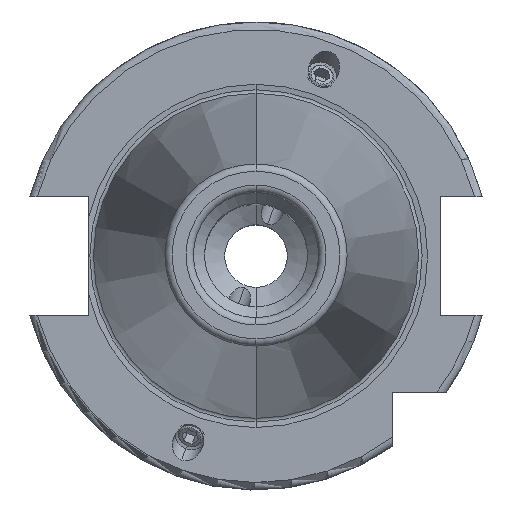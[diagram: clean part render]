
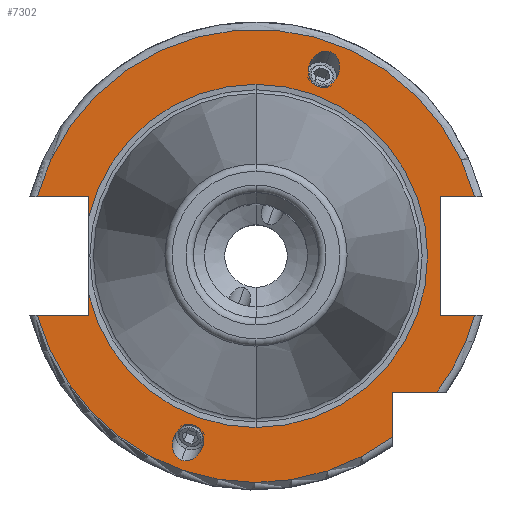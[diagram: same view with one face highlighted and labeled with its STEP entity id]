
A CAD part, top view. The second image highlights one B-rep face of the part: STEP entity #7302.
In plain terms, the highlighted planar face has unit normal (0, 0, 1).
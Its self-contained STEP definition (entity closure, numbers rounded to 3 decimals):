
#1143=DIRECTION('',(1,0,0));
#1144=VECTOR('',#1143,7.004);
#1145=CARTESIAN_POINT('',(-29.704,-8.05,18.1));
#1146=LINE('',#1145,#1144);
#1147=DIRECTION('',(0,1,0));
#1148=VECTOR('',#1147,2.753);
#1149=CARTESIAN_POINT('',(-22.7,-8.05,18.1));
#1150=LINE('',#1149,#1148);
#1151=DIRECTION('',(0,1,0));
#1152=VECTOR('',#1151,2.753);
#1153=CARTESIAN_POINT('',(-22.7,5.297,18.1));
#1154=LINE('',#1153,#1152);
#1155=DIRECTION('',(1,0,0));
#1156=VECTOR('',#1155,7.004);
#1157=CARTESIAN_POINT('',(-29.704,8.05,18.1));
#1158=LINE('',#1157,#1156);
#1159=DIRECTION('',(-1,0,0));
#1160=VECTOR('',#1159,4.704);
#1161=CARTESIAN_POINT('',(29.704,8.05,18.1));
#1162=LINE('',#1161,#1160);
#1163=DIRECTION('',(0,-1,0));
#1164=VECTOR('',#1163,16.1);
#1165=CARTESIAN_POINT('',(25,8.05,18.1));
#1166=LINE('',#1165,#1164);
#1167=DIRECTION('',(-1,0,0));
#1168=VECTOR('',#1167,4.704);
#1169=CARTESIAN_POINT('',(29.704,-8.05,18.1));
#1170=LINE('',#1169,#1168);
#1171=CARTESIAN_POINT('',(0,0,18.1));
#1172=DIRECTION('',(0,0,1));
#1173=DIRECTION('',(0.799,-0.601,0));
#1174=AXIS2_PLACEMENT_3D('',#1171,#1172,#1173);
#1176=DIRECTION('',(-1,0,0));
#1177=VECTOR('',#1176,6.094);
#1178=CARTESIAN_POINT('',(24.594,-18.5,18.1));
#1179=LINE('',#1178,#1177);
#1180=DIRECTION('',(0,1,0));
#1181=VECTOR('',#1180,6.094);
#1182=CARTESIAN_POINT('',(18.5,-24.594,18.1));
#1183=LINE('',#1182,#1181);
#1184=CARTESIAN_POINT('',(10.09,27.723,18.1));
#1185=CARTESIAN_POINT('',(9.863,27.806,18.1));
#1186=CARTESIAN_POINT('',(9.337,27.884,18.1));
#1187=CARTESIAN_POINT('',(8.455,27.594,18.1));
#1188=CARTESIAN_POINT('',(7.834,27.033,18.1));
#1189=CARTESIAN_POINT('',(7.483,26.49,18.1));
#1190=CARTESIAN_POINT('',(7.298,26.077,18.1));
#1191=CARTESIAN_POINT('',(7.174,25.641,18.1));
#1192=CARTESIAN_POINT('',(7.094,25.,18.1));
#1193=CARTESIAN_POINT('',(7.208,24.17,18.1));
#1194=CARTESIAN_POINT('',(7.698,23.381,18.1));
#1195=CARTESIAN_POINT('',(8.152,23.103,18.1));
#1196=CARTESIAN_POINT('',(8.379,23.02,18.1));
#1198=CARTESIAN_POINT('',(8.379,23.02,18.1));
#1199=CARTESIAN_POINT('',(8.606,22.937,18.1));
#1200=CARTESIAN_POINT('',(9.133,22.859,18.1));
#1201=CARTESIAN_POINT('',(10.014,23.149,18.1));
#1202=CARTESIAN_POINT('',(10.635,23.711,18.1));
#1203=CARTESIAN_POINT('',(10.986,24.253,18.1));
#1204=CARTESIAN_POINT('',(11.171,24.667,18.1));
#1205=CARTESIAN_POINT('',(11.295,25.103,18.1));
#1206=CARTESIAN_POINT('',(11.375,25.744,18.1));
#1207=CARTESIAN_POINT('',(11.261,26.573,18.1));
#1208=CARTESIAN_POINT('',(10.771,27.362,18.1));
#1209=CARTESIAN_POINT('',(10.318,27.641,18.1));
#1210=CARTESIAN_POINT('',(10.09,27.723,18.1));
#1212=CARTESIAN_POINT('',(-10.09,-27.723,18.1));
#1213=CARTESIAN_POINT('',(-10.318,-27.641,18.1));
#1214=CARTESIAN_POINT('',(-10.771,-27.362,18.1));
#1215=CARTESIAN_POINT('',(-11.261,-26.573,18.1));
#1216=CARTESIAN_POINT('',(-11.375,-25.744,18.1));
#1217=CARTESIAN_POINT('',(-11.295,-25.103,18.1));
#1218=CARTESIAN_POINT('',(-11.171,-24.667,18.1));
#1219=CARTESIAN_POINT('',(-10.986,-24.253,18.1));
#1220=CARTESIAN_POINT('',(-10.635,-23.711,18.1));
#1221=CARTESIAN_POINT('',(-10.014,-23.149,18.1));
#1222=CARTESIAN_POINT('',(-9.133,-22.859,18.1));
#1223=CARTESIAN_POINT('',(-8.606,-22.937,18.1));
#1224=CARTESIAN_POINT('',(-8.379,-23.02,18.1));
#1226=CARTESIAN_POINT('',(-8.379,-23.02,18.1));
#1227=CARTESIAN_POINT('',(-8.152,-23.103,18.1));
#1228=CARTESIAN_POINT('',(-7.698,-23.381,18.1));
#1229=CARTESIAN_POINT('',(-7.208,-24.17,18.1));
#1230=CARTESIAN_POINT('',(-7.094,-25.,18.1));
#1231=CARTESIAN_POINT('',(-7.174,-25.641,18.1));
#1232=CARTESIAN_POINT('',(-7.298,-26.077,18.1));
#1233=CARTESIAN_POINT('',(-7.483,-26.49,18.1));
#1234=CARTESIAN_POINT('',(-7.834,-27.033,18.1));
#1235=CARTESIAN_POINT('',(-8.455,-27.594,18.1));
#1236=CARTESIAN_POINT('',(-9.337,-27.884,18.1));
#1237=CARTESIAN_POINT('',(-9.863,-27.806,18.1));
#1238=CARTESIAN_POINT('',(-10.09,-27.723,18.1));
#1248=CARTESIAN_POINT('',(0,0,18.1));
#1249=DIRECTION('',(0,0,1));
#1250=DIRECTION('',(0,1,0));
#1251=AXIS2_PLACEMENT_3D('',#1248,#1249,#1250);
#1261=CARTESIAN_POINT('',(0,0,18.1));
#1262=DIRECTION('',(0,0,1));
#1263=DIRECTION('',(-0.974,-0.227,0));
#1264=AXIS2_PLACEMENT_3D('',#1261,#1262,#1263);
#1266=CARTESIAN_POINT('',(0,0,18.1));
#1267=DIRECTION('',(0,0,-1));
#1268=DIRECTION('',(0,1,0));
#1269=AXIS2_PLACEMENT_3D('',#1266,#1267,#1268);
#4975=CARTESIAN_POINT('',(0,0,18.1));
#4976=DIRECTION('',(0,0,1));
#4977=DIRECTION('',(0.965,0.262,0));
#4978=AXIS2_PLACEMENT_3D('',#4975,#4976,#4977);
#5026=CARTESIAN_POINT('',(0,0,18.1));
#5027=DIRECTION('',(0,0,1));
#5028=DIRECTION('',(-0.965,-0.262,0));
#5029=AXIS2_PLACEMENT_3D('',#5026,#5027,#5028);
#5593=CARTESIAN_POINT('',(-29.704,-8.05,18.1));
#5594=CARTESIAN_POINT('',(-22.7,-8.05,18.1));
#5595=VERTEX_POINT('',#5593);
#5596=VERTEX_POINT('',#5594);
#5597=CARTESIAN_POINT('',(-22.7,-5.297,18.1));
#5598=VERTEX_POINT('',#5597);
#5599=CARTESIAN_POINT('',(-22.7,5.297,18.1));
#5600=CARTESIAN_POINT('',(-22.7,8.05,18.1));
#5601=VERTEX_POINT('',#5599);
#5602=VERTEX_POINT('',#5600);
#5603=CARTESIAN_POINT('',(-29.704,8.05,18.1));
#5604=VERTEX_POINT('',#5603);
#5605=CARTESIAN_POINT('',(25,8.05,18.1));
#5606=CARTESIAN_POINT('',(25,-8.05,18.1));
#5607=VERTEX_POINT('',#5605);
#5608=VERTEX_POINT('',#5606);
#5609=CARTESIAN_POINT('',(29.704,-8.05,18.1));
#5610=VERTEX_POINT('',#5609);
#5611=CARTESIAN_POINT('',(29.704,8.05,18.1));
#5612=VERTEX_POINT('',#5611);
#5613=CARTESIAN_POINT('',(18.5,-24.594,18.1));
#5614=CARTESIAN_POINT('',(18.5,-18.5,18.1));
#5615=VERTEX_POINT('',#5613);
#5616=VERTEX_POINT('',#5614);
#5617=CARTESIAN_POINT('',(24.594,-18.5,18.1));
#5618=VERTEX_POINT('',#5617);
#5721=VERTEX_POINT('',#1184);
#5722=VERTEX_POINT('',#1196);
#5772=CARTESIAN_POINT('',(-10.09,-27.723,18.1));
#5774=VERTEX_POINT('',#5772);
#5779=CARTESIAN_POINT('',(-8.379,-23.02,18.1));
#5780=VERTEX_POINT('',#5779);
#5827=CARTESIAN_POINT('',(0,23.31,18.1));
#5828=VERTEX_POINT('',#5827);
#5829=CARTESIAN_POINT('',(0,-23.31,18.1));
#5830=VERTEX_POINT('',#5829);
#7261=CARTESIAN_POINT('',(0,0,18.1));
#7262=DIRECTION('',(0,0,-1));
#7263=DIRECTION('',(0,-1,0));
#7264=AXIS2_PLACEMENT_3D('',#7261,#7262,#7263);
#7265=PLANE('',#7264);
#7266=ORIENTED_EDGE('',*,*,#7131,.T.);
#7267=ORIENTED_EDGE('',*,*,#7155,.T.);
#7269=ORIENTED_EDGE('',*,*,#7268,.T.);
#7271=ORIENTED_EDGE('',*,*,#7270,.F.);
#7273=ORIENTED_EDGE('',*,*,#7272,.T.);
#7274=ORIENTED_EDGE('',*,*,#7151,.T.);
#7275=ORIENTED_EDGE('',*,*,#7178,.F.);
#7277=ORIENTED_EDGE('',*,*,#7276,.F.);
#7278=ORIENTED_EDGE('',*,*,#7227,.T.);
#7279=ORIENTED_EDGE('',*,*,#7249,.T.);
#7280=ORIENTED_EDGE('',*,*,#6361,.F.);
#7282=ORIENTED_EDGE('',*,*,#7281,.F.);
#7283=ORIENTED_EDGE('',*,*,#7026,.T.);
#7285=ORIENTED_EDGE('',*,*,#7284,.F.);
#7287=ORIENTED_EDGE('',*,*,#7286,.F.);
#7288=EDGE_LOOP('',(#7266,#7267,#7269,#7271,#7273,#7274,#7275,#7277,#7278,#7279,
#7280,#7282,#7283,#7285,#7287));
#7289=FACE_OUTER_BOUND('',#7288,.F.);
#7291=ORIENTED_EDGE('',*,*,#7290,.T.);
#7293=ORIENTED_EDGE('',*,*,#7292,.T.);
#7294=EDGE_LOOP('',(#7291,#7293));
#7295=FACE_BOUND('',#7294,.F.);
#7297=ORIENTED_EDGE('',*,*,#7296,.F.);
#7299=ORIENTED_EDGE('',*,*,#7298,.F.);
#7300=EDGE_LOOP('',(#7297,#7299));
#7301=FACE_BOUND('',#7300,.F.);
#7302=ADVANCED_FACE('',(#7289,#7295,#7301),#7265,.F.);
#1175=CIRCLE('',#1174,30.775);
#1197=B_SPLINE_CURVE_WITH_KNOTS('',3,(#1184,#1185,#1186,#1187,#1188,#1189,#1190,
#1191,#1192,#1193,#1194,#1195,#1196),.UNSPECIFIED.,.F.,.F.,(4,1,1,1,1,1,1,1,1,1,
4),(0,0.125,0.25,0.375,0.438,0.5,0.563,0.625,0.75,0.875,
1.0),.UNSPECIFIED.);
#1211=B_SPLINE_CURVE_WITH_KNOTS('',3,(#1198,#1199,#1200,#1201,#1202,#1203,#1204,
#1205,#1206,#1207,#1208,#1209,#1210),.UNSPECIFIED.,.F.,.F.,(4,1,1,1,1,1,1,1,1,1,
4),(0,0.125,0.25,0.375,0.438,0.5,0.563,0.625,0.75,0.875,
1.0),.UNSPECIFIED.);
#1225=B_SPLINE_CURVE_WITH_KNOTS('',3,(#1212,#1213,#1214,#1215,#1216,#1217,#1218,
#1219,#1220,#1221,#1222,#1223,#1224),.UNSPECIFIED.,.F.,.F.,(4,1,1,1,1,1,1,1,1,1,
4),(0,0.125,0.25,0.375,0.438,0.5,0.563,0.625,0.75,0.875,
1.0),.UNSPECIFIED.);
#1239=B_SPLINE_CURVE_WITH_KNOTS('',3,(#1226,#1227,#1228,#1229,#1230,#1231,#1232,
#1233,#1234,#1235,#1236,#1237,#1238),.UNSPECIFIED.,.F.,.F.,(4,1,1,1,1,1,1,1,1,1,
4),(0,0.125,0.25,0.375,0.438,0.5,0.563,0.625,0.75,0.875,
1.0),.UNSPECIFIED.);
#1252=CIRCLE('',#1251,23.31);
#1265=CIRCLE('',#1264,23.31);
#1270=CIRCLE('',#1269,23.31);
#4979=CIRCLE('',#4978,30.775);
#5030=CIRCLE('',#5029,30.775);
#6361=EDGE_CURVE('',#5610,#5608,#1170,.T.);
#7026=EDGE_CURVE('',#5618,#5616,#1179,.T.);
#7131=EDGE_CURVE('',#5595,#5596,#1146,.T.);
#7151=EDGE_CURVE('',#5601,#5602,#1154,.T.);
#7155=EDGE_CURVE('',#5596,#5598,#1150,.T.);
#7178=EDGE_CURVE('',#5604,#5602,#1158,.T.);
#7227=EDGE_CURVE('',#5612,#5607,#1162,.T.);
#7249=EDGE_CURVE('',#5607,#5608,#1166,.T.);
#7268=EDGE_CURVE('',#5598,#5830,#1265,.T.);
#7270=EDGE_CURVE('',#5828,#5830,#1270,.T.);
#7272=EDGE_CURVE('',#5828,#5601,#1252,.T.);
#7276=EDGE_CURVE('',#5612,#5604,#4979,.T.);
#7281=EDGE_CURVE('',#5618,#5610,#1175,.T.);
#7284=EDGE_CURVE('',#5615,#5616,#1183,.T.);
#7286=EDGE_CURVE('',#5595,#5615,#5030,.T.);
#7290=EDGE_CURVE('',#5721,#5722,#1197,.T.);
#7292=EDGE_CURVE('',#5722,#5721,#1211,.T.);
#7296=EDGE_CURVE('',#5774,#5780,#1225,.T.);
#7298=EDGE_CURVE('',#5780,#5774,#1239,.T.);
